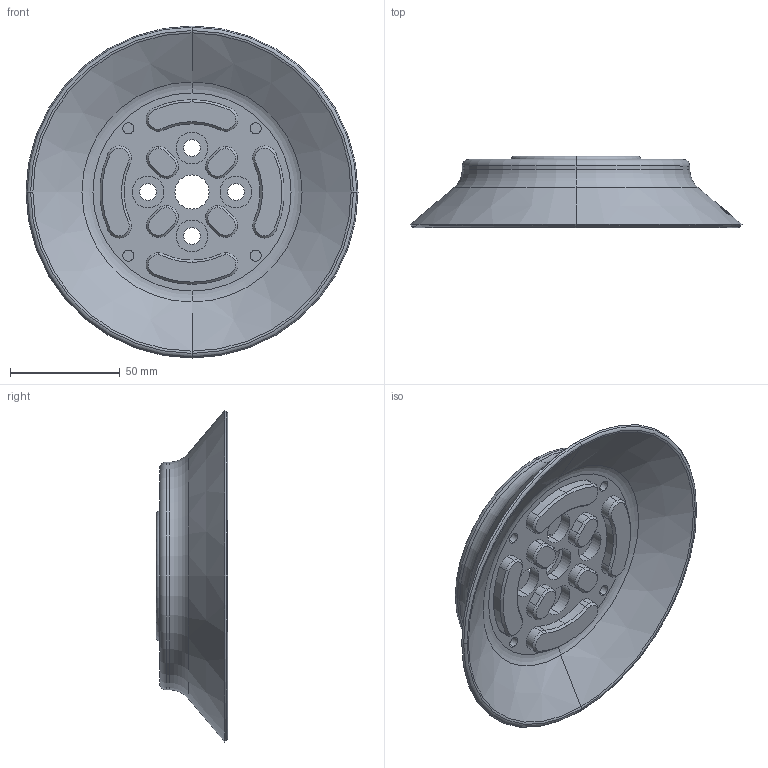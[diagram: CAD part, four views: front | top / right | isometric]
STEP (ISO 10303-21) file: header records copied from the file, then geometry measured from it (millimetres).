
FILE_DESCRIPTION(('STEP AP214'),'1');
FILE_NAME('COVAL_VPG150NBR.stp','2017-12-27T16:21:25',('TraceParts'),('TraceParts S.A.'),'Spatial InterOp 3D',' ',' ');
FILE_SCHEMA(('automotive_design'));
Length unit declared in the file: millimetre
Products named in the file (1): COVAL_VPG150NBR
Bounding box: 151 x 32.5 x 151 mm (x, y, z)
Volume: 171311 mm3; surface area: 60758.6 mm2
Topology: 1 solids, 1 shells, 221 faces, 533 edges, 332 vertices
Faces by surface type: cylinder 76, cone 57, bspline 43, plane 29, torus 16
Entity records: 14557 total; most frequent: CARTESIAN_POINT 7750, ORIENTED_EDGE 1066, DIRECTION 1000, EDGE_CURVE 533, AXIS2_PLACEMENT_3D 417, VERTEX_POINT 332, EDGE_LOOP 265, CIRCLE 238
